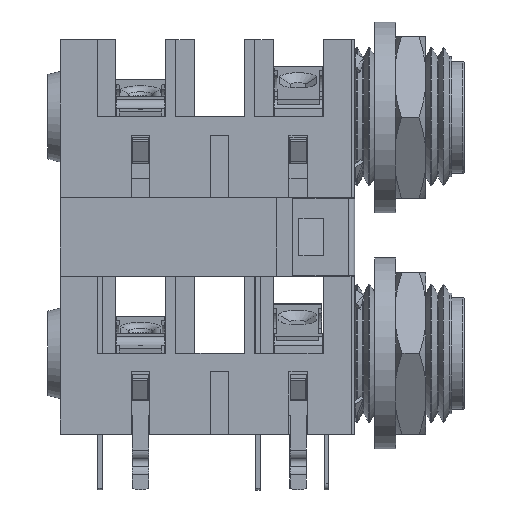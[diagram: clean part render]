
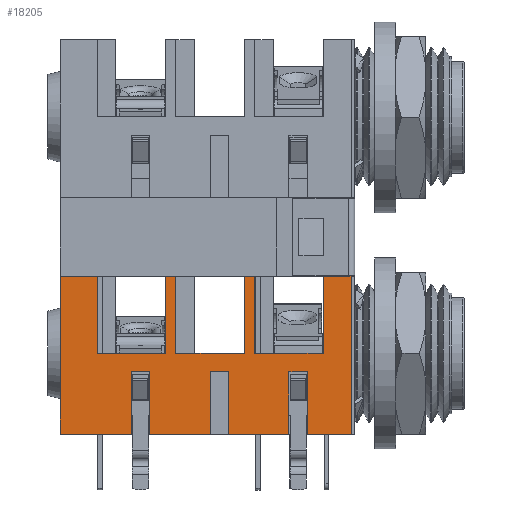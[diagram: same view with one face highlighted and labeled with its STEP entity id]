
A CAD part, front view. The second image highlights one B-rep face of the part: STEP entity #18205.
In plain terms, the highlighted planar face has unit normal (0, -1, 0).
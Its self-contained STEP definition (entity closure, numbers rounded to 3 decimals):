
#1178=PLANE('',#19812);
#2025=FACE_OUTER_BOUND('',#3080,.T.);
#3080=EDGE_LOOP('',(#15371,#15372,#15373,#15374,#15375,#15376,#15377,#15378,
#15379,#15380,#15381,#15382,#15383,#15384,#15385,#15386,#15387,#15388,#15389,
#15390,#15391,#15392,#15393,#15394,#15395,#15396,#15397,#15398));
#4353=LINE('',#27884,#6306);
#4357=LINE('',#27892,#6310);
#4361=LINE('',#27900,#6314);
#4365=LINE('',#27908,#6318);
#4520=LINE('',#28295,#6473);
#4545=LINE('',#28345,#6498);
#4570=LINE('',#28395,#6523);
#4765=LINE('',#28882,#6718);
#4769=LINE('',#28891,#6722);
#4773=LINE('',#28897,#6726);
#4776=LINE('',#28902,#6729);
#4777=LINE('',#28904,#6730);
#4778=LINE('',#28905,#6731);
#4779=LINE('',#28907,#6732);
#4780=LINE('',#28909,#6733);
#4781=LINE('',#28910,#6734);
#4782=LINE('',#28912,#6735);
#4783=LINE('',#28914,#6736);
#4784=LINE('',#28915,#6737);
#4785=LINE('',#28917,#6738);
#4786=LINE('',#28919,#6739);
#4787=LINE('',#28921,#6740);
#4788=LINE('',#28922,#6741);
#4789=LINE('',#28924,#6742);
#4790=LINE('',#28926,#6743);
#4791=LINE('',#28927,#6744);
#4792=LINE('',#28928,#6745);
#4793=LINE('',#28929,#6746);
#6306=VECTOR('',#22759,10.);
#6310=VECTOR('',#22763,10.);
#6314=VECTOR('',#22767,10.);
#6318=VECTOR('',#22771,10.);
#6473=VECTOR('',#23064,10.);
#6498=VECTOR('',#23095,10.);
#6523=VECTOR('',#23126,10.);
#6718=VECTOR('',#23625,10.);
#6722=VECTOR('',#23631,10.);
#6726=VECTOR('',#23637,10.);
#6729=VECTOR('',#23642,10.);
#6730=VECTOR('',#23643,10.);
#6731=VECTOR('',#23644,10.);
#6732=VECTOR('',#23645,10.);
#6733=VECTOR('',#23646,10.);
#6734=VECTOR('',#23647,10.);
#6735=VECTOR('',#23648,10.);
#6736=VECTOR('',#23649,10.);
#6737=VECTOR('',#23650,10.);
#6738=VECTOR('',#23651,10.);
#6739=VECTOR('',#23652,10.);
#6740=VECTOR('',#23653,10.);
#6741=VECTOR('',#23654,10.);
#6742=VECTOR('',#23655,10.);
#6743=VECTOR('',#23656,10.);
#6744=VECTOR('',#23657,10.);
#6745=VECTOR('',#23658,10.);
#6746=VECTOR('',#23659,10.);
#8640=VERTEX_POINT('',#27881);
#8641=VERTEX_POINT('',#27883);
#8644=VERTEX_POINT('',#27889);
#8645=VERTEX_POINT('',#27891);
#8648=VERTEX_POINT('',#27897);
#8649=VERTEX_POINT('',#27899);
#8652=VERTEX_POINT('',#27905);
#8653=VERTEX_POINT('',#27907);
#8791=VERTEX_POINT('',#28292);
#8792=VERTEX_POINT('',#28294);
#8813=VERTEX_POINT('',#28342);
#8814=VERTEX_POINT('',#28344);
#8835=VERTEX_POINT('',#28392);
#8836=VERTEX_POINT('',#28394);
#8975=VERTEX_POINT('',#28879);
#8976=VERTEX_POINT('',#28881);
#8979=VERTEX_POINT('',#28888);
#8980=VERTEX_POINT('',#28890);
#8983=VERTEX_POINT('',#28903);
#8984=VERTEX_POINT('',#28906);
#8985=VERTEX_POINT('',#28908);
#8986=VERTEX_POINT('',#28911);
#8987=VERTEX_POINT('',#28913);
#8988=VERTEX_POINT('',#28916);
#8989=VERTEX_POINT('',#28918);
#8990=VERTEX_POINT('',#28920);
#8991=VERTEX_POINT('',#28923);
#8992=VERTEX_POINT('',#28925);
#10723=EDGE_CURVE('',#8641,#8640,#4353,.T.);
#10727=EDGE_CURVE('',#8645,#8644,#4357,.T.);
#10731=EDGE_CURVE('',#8649,#8648,#4361,.T.);
#10735=EDGE_CURVE('',#8653,#8652,#4365,.T.);
#10921=EDGE_CURVE('',#8792,#8791,#4520,.T.);
#10946=EDGE_CURVE('',#8814,#8813,#4545,.T.);
#10971=EDGE_CURVE('',#8836,#8835,#4570,.T.);
#11214=EDGE_CURVE('',#8976,#8975,#4765,.T.);
#11218=EDGE_CURVE('',#8980,#8979,#4769,.T.);
#11222=EDGE_CURVE('',#8975,#8641,#4773,.T.);
#11225=EDGE_CURVE('',#8644,#8976,#4776,.T.);
#11226=EDGE_CURVE('',#8640,#8983,#4777,.T.);
#11227=EDGE_CURVE('',#8983,#8814,#4778,.T.);
#11228=EDGE_CURVE('',#8813,#8984,#4779,.T.);
#11229=EDGE_CURVE('',#8984,#8985,#4780,.T.);
#11230=EDGE_CURVE('',#8985,#8836,#4781,.T.);
#11231=EDGE_CURVE('',#8835,#8986,#4782,.T.);
#11232=EDGE_CURVE('',#8986,#8987,#4783,.T.);
#11233=EDGE_CURVE('',#8987,#8792,#4784,.T.);
#11234=EDGE_CURVE('',#8791,#8988,#4785,.T.);
#11235=EDGE_CURVE('',#8988,#8989,#4786,.T.);
#11236=EDGE_CURVE('',#8989,#8990,#4787,.T.);
#11237=EDGE_CURVE('',#8653,#8990,#4788,.T.);
#11238=EDGE_CURVE('',#8652,#8991,#4789,.T.);
#11239=EDGE_CURVE('',#8991,#8992,#4790,.T.);
#11240=EDGE_CURVE('',#8992,#8649,#4791,.T.);
#11241=EDGE_CURVE('',#8648,#8980,#4792,.T.);
#11242=EDGE_CURVE('',#8979,#8645,#4793,.T.);
#15371=ORIENTED_EDGE('',*,*,#11225,.T.);
#15372=ORIENTED_EDGE('',*,*,#11214,.T.);
#15373=ORIENTED_EDGE('',*,*,#11222,.T.);
#15374=ORIENTED_EDGE('',*,*,#10723,.T.);
#15375=ORIENTED_EDGE('',*,*,#11226,.T.);
#15376=ORIENTED_EDGE('',*,*,#11227,.T.);
#15377=ORIENTED_EDGE('',*,*,#10946,.T.);
#15378=ORIENTED_EDGE('',*,*,#11228,.T.);
#15379=ORIENTED_EDGE('',*,*,#11229,.T.);
#15380=ORIENTED_EDGE('',*,*,#11230,.T.);
#15381=ORIENTED_EDGE('',*,*,#10971,.T.);
#15382=ORIENTED_EDGE('',*,*,#11231,.T.);
#15383=ORIENTED_EDGE('',*,*,#11232,.T.);
#15384=ORIENTED_EDGE('',*,*,#11233,.T.);
#15385=ORIENTED_EDGE('',*,*,#10921,.T.);
#15386=ORIENTED_EDGE('',*,*,#11234,.T.);
#15387=ORIENTED_EDGE('',*,*,#11235,.T.);
#15388=ORIENTED_EDGE('',*,*,#11236,.T.);
#15389=ORIENTED_EDGE('',*,*,#11237,.F.);
#15390=ORIENTED_EDGE('',*,*,#10735,.T.);
#15391=ORIENTED_EDGE('',*,*,#11238,.T.);
#15392=ORIENTED_EDGE('',*,*,#11239,.T.);
#15393=ORIENTED_EDGE('',*,*,#11240,.T.);
#15394=ORIENTED_EDGE('',*,*,#10731,.T.);
#15395=ORIENTED_EDGE('',*,*,#11241,.T.);
#15396=ORIENTED_EDGE('',*,*,#11218,.T.);
#15397=ORIENTED_EDGE('',*,*,#11242,.T.);
#15398=ORIENTED_EDGE('',*,*,#10727,.T.);
#18205=ADVANCED_FACE('',(#2025),#1178,.T.);
#19812=AXIS2_PLACEMENT_3D('',#28901,#23640,#23641);
#22759=DIRECTION('',(1.,0.,0.));
#22763=DIRECTION('',(1.,0.,0.));
#22767=DIRECTION('',(1.,0.,0.));
#22771=DIRECTION('',(1.,0.,0.));
#23064=DIRECTION('',(0.,0.,-1.));
#23095=DIRECTION('',(0.,0.,-1.));
#23126=DIRECTION('',(0.,0.,-1.));
#23625=DIRECTION('',(1.,0.,0.));
#23631=DIRECTION('',(1.,0.,0.));
#23637=DIRECTION('',(0.,0.,-1.));
#23640=DIRECTION('center_axis',(0.,-1.,0.));
#23641=DIRECTION('ref_axis',(0.,0.,-1.));
#23642=DIRECTION('',(0.,0.,1.));
#23643=DIRECTION('',(0.,0.,1.));
#23644=DIRECTION('',(-1.,0.,0.));
#23645=DIRECTION('',(-1.,0.,0.));
#23646=DIRECTION('',(0.,0.,1.));
#23647=DIRECTION('',(-1.,0.,0.));
#23648=DIRECTION('',(-1.,0.,0.));
#23649=DIRECTION('',(0.,0.,1.));
#23650=DIRECTION('',(-1.,0.,0.));
#23651=DIRECTION('',(-1.,0.,0.));
#23652=DIRECTION('',(0.,0.,1.));
#23653=DIRECTION('',(-1.,0.,0.));
#23654=DIRECTION('',(0.,0.,1.));
#23655=DIRECTION('',(0.,0.,1.));
#23656=DIRECTION('',(1.,0.,0.));
#23657=DIRECTION('',(0.,0.,-1.));
#23658=DIRECTION('',(0.,0.,1.));
#23659=DIRECTION('',(0.,0.,-1.));
#27881=CARTESIAN_POINT('',(11.7,-8.,-6.35));
#27883=CARTESIAN_POINT('',(8.2,-8.,-6.35));
#27884=CARTESIAN_POINT('',(-11.7,-8.,-6.35));
#27889=CARTESIAN_POINT('',(6.7,-8.,-6.35));
#27891=CARTESIAN_POINT('',(1.85,-8.,-6.35));
#27892=CARTESIAN_POINT('',(-11.7,-8.,-6.35));
#27897=CARTESIAN_POINT('',(0.35,-8.,-6.35));
#27899=CARTESIAN_POINT('',(-4.5,-8.,-6.35));
#27900=CARTESIAN_POINT('',(-11.7,-8.,-6.35));
#27905=CARTESIAN_POINT('',(-6.,-8.,-6.35));
#27907=CARTESIAN_POINT('',(-11.7,-8.,-6.35));
#27908=CARTESIAN_POINT('',(-11.7,-8.,-6.35));
#28292=CARTESIAN_POINT('',(-3.25,-8.,0.15));
#28294=CARTESIAN_POINT('',(-3.25,-8.,6.35));
#28295=CARTESIAN_POINT('',(-3.25,-8.,0.));
#28342=CARTESIAN_POINT('',(9.45,-8.,0.15));
#28344=CARTESIAN_POINT('',(9.45,-8.,6.35));
#28345=CARTESIAN_POINT('',(9.45,-8.,0.));
#28392=CARTESIAN_POINT('',(3.1,-8.,0.15));
#28394=CARTESIAN_POINT('',(3.1,-8.,6.35));
#28395=CARTESIAN_POINT('',(3.1,-8.,0.));
#28879=CARTESIAN_POINT('',(8.2,-8.,-1.35));
#28881=CARTESIAN_POINT('',(6.7,-8.,-1.35));
#28882=CARTESIAN_POINT('',(9.95,-8.,-1.35));
#28888=CARTESIAN_POINT('',(1.85,-8.,-1.35));
#28890=CARTESIAN_POINT('',(0.35,-8.,-1.35));
#28891=CARTESIAN_POINT('',(6.775,-8.,-1.35));
#28897=CARTESIAN_POINT('',(8.2,-8.,-6.35));
#28901=CARTESIAN_POINT('Origin',(11.7,-8.,-6.35));
#28902=CARTESIAN_POINT('',(6.7,-8.,-3.85));
#28903=CARTESIAN_POINT('',(11.7,-8.,6.35));
#28904=CARTESIAN_POINT('',(11.7,-8.,-6.35));
#28905=CARTESIAN_POINT('',(-11.7,-8.,6.35));
#28906=CARTESIAN_POINT('',(3.95,-8.,0.15));
#28907=CARTESIAN_POINT('',(9.314,-8.,0.15));
#28908=CARTESIAN_POINT('',(3.95,-8.,6.35));
#28909=CARTESIAN_POINT('',(3.95,-8.,0.));
#28910=CARTESIAN_POINT('',(-11.7,-8.,6.35));
#28911=CARTESIAN_POINT('',(-2.4,-8.,0.15));
#28912=CARTESIAN_POINT('',(6.139,-8.,0.15));
#28913=CARTESIAN_POINT('',(-2.4,-8.,6.35));
#28914=CARTESIAN_POINT('',(-2.4,-8.,0.));
#28915=CARTESIAN_POINT('',(-11.7,-8.,6.35));
#28916=CARTESIAN_POINT('',(-8.75,-8.,0.15));
#28917=CARTESIAN_POINT('',(2.964,-8.,0.15));
#28918=CARTESIAN_POINT('',(-8.75,-8.,6.35));
#28919=CARTESIAN_POINT('',(-8.75,-8.,0.));
#28920=CARTESIAN_POINT('',(-11.7,-8.,6.35));
#28921=CARTESIAN_POINT('',(-11.7,-8.,6.35));
#28922=CARTESIAN_POINT('',(-11.7,-8.,-6.35));
#28923=CARTESIAN_POINT('',(-6.,-8.,-1.35));
#28924=CARTESIAN_POINT('',(-6.,-8.,-3.85));
#28925=CARTESIAN_POINT('',(-4.5,-8.,-1.35));
#28926=CARTESIAN_POINT('',(3.6,-8.,-1.35));
#28927=CARTESIAN_POINT('',(-4.5,-8.,-6.35));
#28928=CARTESIAN_POINT('',(0.35,-8.,-3.85));
#28929=CARTESIAN_POINT('',(1.85,-8.,-6.35));
